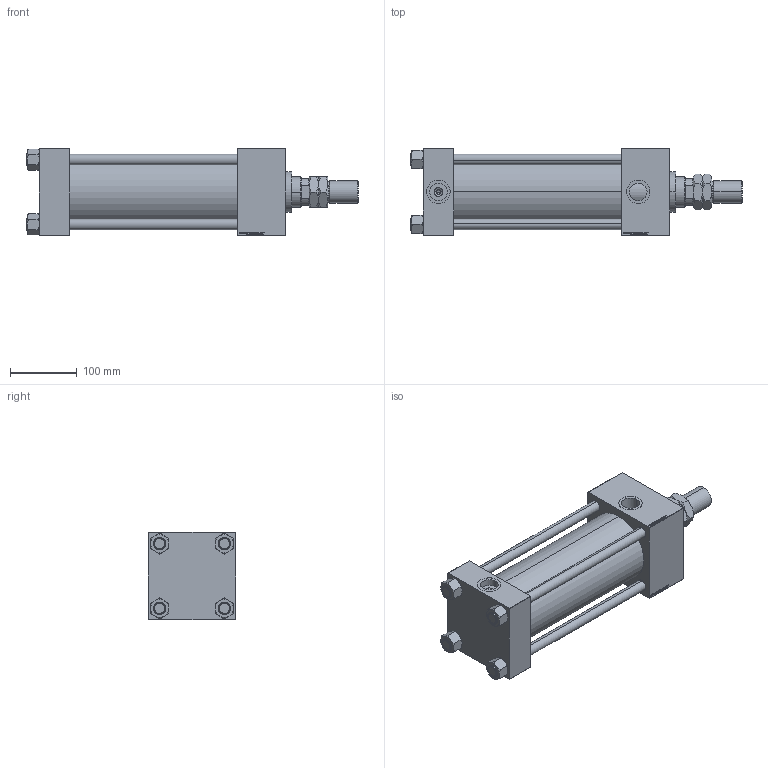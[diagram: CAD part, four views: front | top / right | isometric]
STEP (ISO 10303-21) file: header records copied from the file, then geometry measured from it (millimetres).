
FILE_DESCRIPTION (( 'STEP AP203' ), '1' );
FILE_NAME ('be5a.STEP', '2023-08-23T03:44:55', ( '' ), ( '' ), 'SwSTEP 2.0', 'SolidWorks 2019', '' );
FILE_SCHEMA (( 'CONFIG_CONTROL_DESIGN' ));
Length unit declared in the file: millimetre
Products named in the file (7): be5a; MTA d2be67500e85c5d47a52ee0a284694f6; V215_VC_A d2be67500e85c5d47a52ee0a284694f6; V215CR_C_Body d2be67500e85c5d47a52ee0a284694f6; NUT_M5_C d2be67500e85c5d47a52ee0a284694f6; V215CR_C_TYCINKA d2be67500e85c5d47a52ee0a284694f6; V215CR_VCP_C d2be67500e85c5d47a52ee0a284694f6
Assembly tree (12 placements, depth 2):
  be5a
    V215CR_C_Body d2be67500e85c5d47a52ee0a284694f6
    V215CR_VCP_C d2be67500e85c5d47a52ee0a284694f6
    NUT_M5_C d2be67500e85c5d47a52ee0a284694f6  x4
    V215CR_C_TYCINKA d2be67500e85c5d47a52ee0a284694f6  x4
    V215_VC_A d2be67500e85c5d47a52ee0a284694f6
    MTA d2be67500e85c5d47a52ee0a284694f6
Bounding box: 496 x 130 x 130 mm (x, y, z)
Volume: 3119755.8 mm3; surface area: 517176.9 mm2
Topology: 12 solids, 12 shells, 1245 faces, 3126 edges, 2023 vertices
Faces by surface type: plane 589, bspline 392, cone 164, cylinder 90, torus 10
Entity records: 52339 total; most frequent: CARTESIAN_POINT 27842, ORIENTED_EDGE 5516, DIRECTION 3560, EDGE_CURVE 2758, VERTEX_POINT 1801, VECTOR 1634, LINE 1634, EDGE_LOOP 1219
